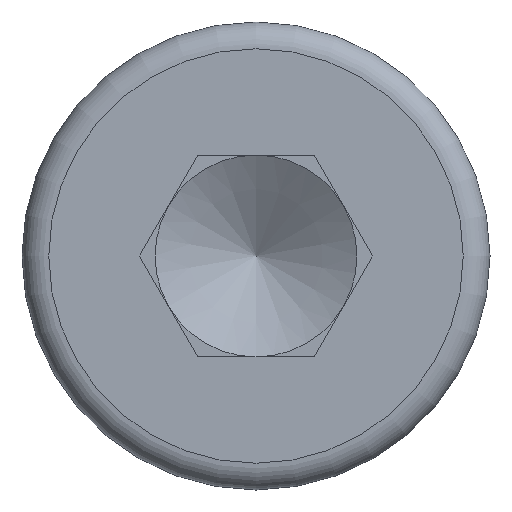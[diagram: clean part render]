
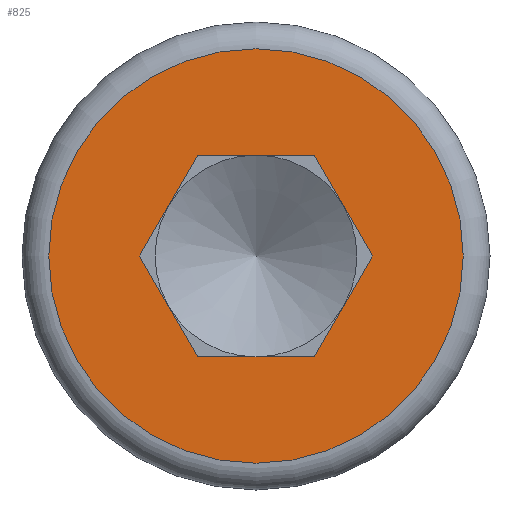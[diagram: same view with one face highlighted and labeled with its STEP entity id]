
A CAD part, left-side view. The second image highlights one B-rep face of the part: STEP entity #825.
In plain terms, the highlighted planar face has unit normal (-1, 0, 0).
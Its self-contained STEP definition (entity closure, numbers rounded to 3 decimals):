
#19 = EDGE_CURVE ( 'NONE', #276, #357, #489, .T. ) ;
#29 = VERTEX_POINT ( 'NONE', #228 ) ;
#59 = DIRECTION ( 'NONE',  ( -1., 0., 0. ) ) ;
#78 = ORIENTED_EDGE ( 'NONE', *, *, #666, .T. ) ;
#89 = CARTESIAN_POINT ( 'NONE',  ( 0., -0.872, 1.51 ) ) ;
#94 = ORIENTED_EDGE ( 'NONE', *, *, #344, .F. ) ;
#95 = VERTEX_POINT ( 'NONE', #263 ) ;
#136 = CARTESIAN_POINT ( 'NONE',  ( 0., 1.744, 0. ) ) ;
#188 = CARTESIAN_POINT ( 'NONE',  ( 0., -0.872, 1.51 ) ) ;
#211 = CARTESIAN_POINT ( 'NONE',  ( 0., -1.744, 0. ) ) ;
#228 = CARTESIAN_POINT ( 'NONE',  ( 0., -0.872, -1.51 ) ) ;
#263 = CARTESIAN_POINT ( 'NONE',  ( 0., 0., 3.1 ) ) ;
#268 = EDGE_CURVE ( 'NONE', #357, #29, #417, .T. ) ;
#276 = VERTEX_POINT ( 'NONE', #412 ) ;
#294 = ORIENTED_EDGE ( 'NONE', *, *, #429, .T. ) ;
#302 = DIRECTION ( 'NONE',  ( 0., -0.5, -0.866 ) ) ;
#344 = EDGE_CURVE ( 'NONE', #464, #371, #438, .T. ) ;
#357 = VERTEX_POINT ( 'NONE', #361 ) ;
#361 = CARTESIAN_POINT ( 'NONE',  ( 0., 0.872, -1.51 ) ) ;
#370 = DIRECTION ( 'NONE',  ( 0., 0., 1. ) ) ;
#371 = VERTEX_POINT ( 'NONE', #959 ) ;
#395 = VECTOR ( 'NONE', #302, 1000. ) ;
#409 = CIRCLE ( 'NONE', #591, 3.1 ) ;
#412 = CARTESIAN_POINT ( 'NONE',  ( 0., 1.744, 0. ) ) ;
#417 = LINE ( 'NONE', #776, #808 ) ;
#429 = EDGE_CURVE ( 'NONE', #276, #371, #1048, .T. ) ;
#430 = VECTOR ( 'NONE', #603, 1000. ) ;
#435 = EDGE_LOOP ( 'NONE', ( #294, #94, #442, #436, #791, #892 ) ) ;
#436 = ORIENTED_EDGE ( 'NONE', *, *, #1076, .T. ) ;
#438 = LINE ( 'NONE', #188, #894 ) ;
#442 = ORIENTED_EDGE ( 'NONE', *, *, #784, .T. ) ;
#445 = DIRECTION ( 'NONE',  ( 0., 1., 0. ) ) ;
#451 = EDGE_LOOP ( 'NONE', ( #78 ) ) ;
#464 = VERTEX_POINT ( 'NONE', #89 ) ;
#477 = CARTESIAN_POINT ( 'NONE',  ( 0., 0., 0. ) ) ;
#489 = LINE ( 'NONE', #136, #395 ) ;
#492 = FACE_BOUND ( 'NONE', #435, .T. ) ;
#498 = CARTESIAN_POINT ( 'NONE',  ( 0., -0.872, 1.51 ) ) ;
#573 = LINE ( 'NONE', #211, #607 ) ;
#579 = CARTESIAN_POINT ( 'NONE',  ( 0., -1.744, 0. ) ) ;
#589 = DIRECTION ( 'NONE',  ( 0., 0.5, -0.866 ) ) ;
#591 = AXIS2_PLACEMENT_3D ( 'NONE', #477, #1055, #370 ) ;
#603 = DIRECTION ( 'NONE',  ( 0., -0.5, 0.866 ) ) ;
#607 = VECTOR ( 'NONE', #589, 1000. ) ;
#661 = LINE ( 'NONE', #498, #930 ) ;
#666 = EDGE_CURVE ( 'NONE', #95, #95, #409, .T. ) ;
#668 = CARTESIAN_POINT ( 'NONE',  ( 0., 0., 0. ) ) ;
#671 = PLANE ( 'NONE',  #973 ) ;
#752 = DIRECTION ( 'NONE',  ( 0., 0., 1. ) ) ;
#759 = DIRECTION ( 'NONE',  ( 0., -1., 0. ) ) ;
#776 = CARTESIAN_POINT ( 'NONE',  ( 0., 0.872, -1.51 ) ) ;
#784 = EDGE_CURVE ( 'NONE', #464, #788, #661, .T. ) ;
#788 = VERTEX_POINT ( 'NONE', #579 ) ;
#791 = ORIENTED_EDGE ( 'NONE', *, *, #268, .F. ) ;
#797 = CARTESIAN_POINT ( 'NONE',  ( 0., 1.744, 0. ) ) ;
#808 = VECTOR ( 'NONE', #759, 1000. ) ;
#825 = ADVANCED_FACE ( 'NONE', ( #492, #837 ), #671, .T. ) ;
#837 = FACE_OUTER_BOUND ( 'NONE', #451, .T. ) ;
#892 = ORIENTED_EDGE ( 'NONE', *, *, #19, .F. ) ;
#894 = VECTOR ( 'NONE', #445, 1000. ) ;
#920 = DIRECTION ( 'NONE',  ( 0., -0.5, -0.866 ) ) ;
#930 = VECTOR ( 'NONE', #920, 1000. ) ;
#959 = CARTESIAN_POINT ( 'NONE',  ( 0., 0.872, 1.51 ) ) ;
#973 = AXIS2_PLACEMENT_3D ( 'NONE', #668, #59, #752 ) ;
#1048 = LINE ( 'NONE', #797, #430 ) ;
#1055 = DIRECTION ( 'NONE',  ( -1., 0., 0. ) ) ;
#1076 = EDGE_CURVE ( 'NONE', #788, #29, #573, .T. ) ;
